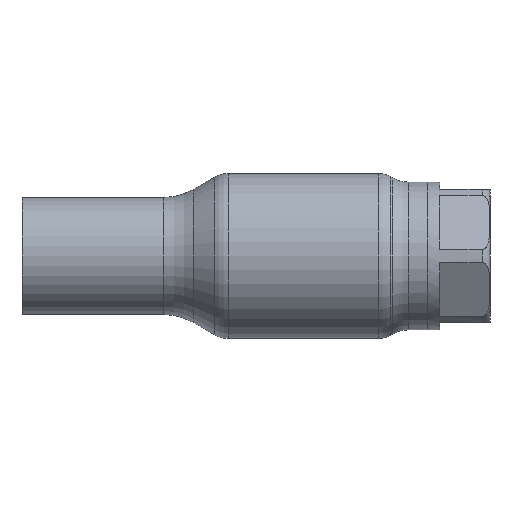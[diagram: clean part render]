
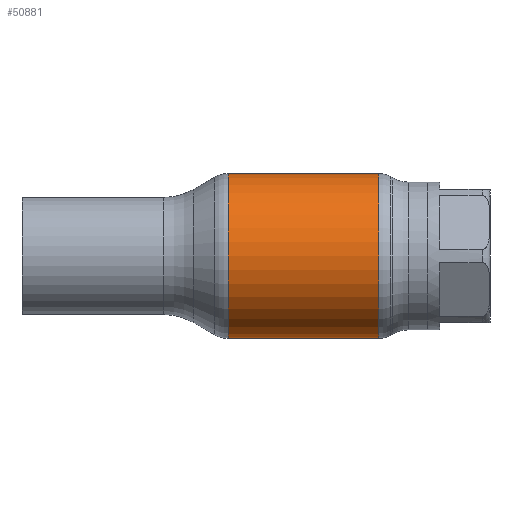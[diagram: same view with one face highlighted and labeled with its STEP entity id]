
A CAD part, front view. The second image highlights one B-rep face of the part: STEP entity #50881.
In plain terms, the highlighted cylindrical face has radius 42.5 mm (diameter 85 mm), a partial arc.
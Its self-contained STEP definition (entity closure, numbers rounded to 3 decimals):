
#4602 = ORIENTED_EDGE ( 'NONE', *, *, #19828, .F. ) ;
#4976 = VERTEX_POINT ( 'NONE', #88782 ) ;
#5136 = VERTEX_POINT ( 'NONE', #75809 ) ;
#5350 = FACE_OUTER_BOUND ( 'NONE', #23222, .T. ) ;
#5775 = EDGE_CURVE ( 'NONE', #4976, #29305, #46179, .T. ) ;
#7051 = CARTESIAN_POINT ( 'NONE',  ( 38.749, 0., 42.5 ) ) ;
#9276 = CARTESIAN_POINT ( 'NONE',  ( -62.69, 0., -42.5 ) ) ;
#16923 = VECTOR ( 'NONE', #38495, 1000. ) ;
#18034 = AXIS2_PLACEMENT_3D ( 'NONE', #70186, #56698, #48584 ) ;
#19828 = EDGE_CURVE ( 'NONE', #29305, #5136, #59353, .T. ) ;
#20730 = DIRECTION ( 'NONE',  ( 0., 0., 1. ) ) ;
#23222 = EDGE_LOOP ( 'NONE', ( #61137, #45068, #41409, #4602 ) ) ;
#27683 = VERTEX_POINT ( 'NONE', #7051 ) ;
#29305 = VERTEX_POINT ( 'NONE', #39928 ) ;
#38495 = DIRECTION ( 'NONE',  ( -1., 0., 0. ) ) ;
#39928 = CARTESIAN_POINT ( 'NONE',  ( -38.749, 0., -42.5 ) ) ;
#40374 = CARTESIAN_POINT ( 'NONE',  ( -62.69, 0., 0. ) ) ;
#40852 = CYLINDRICAL_SURFACE ( 'NONE', #70824, 42.5 ) ;
#41409 = ORIENTED_EDGE ( 'NONE', *, *, #61209, .T. ) ;
#45068 = ORIENTED_EDGE ( 'NONE', *, *, #74403, .T. ) ;
#46179 = LINE ( 'NONE', #9276, #16923 ) ;
#47948 = CIRCLE ( 'NONE', #70898, 42.5 ) ;
#48584 = DIRECTION ( 'NONE',  ( 0., 0., 1. ) ) ;
#50881 = ADVANCED_FACE ( 'NONE', ( #5350 ), #40852, .T. ) ;
#56698 = DIRECTION ( 'NONE',  ( -1., 0., 0. ) ) ;
#57872 = LINE ( 'NONE', #79506, #60278 ) ;
#58591 = DIRECTION ( 'NONE',  ( -1., 0., 0. ) ) ;
#59353 = CIRCLE ( 'NONE', #18034, 42.5 ) ;
#60278 = VECTOR ( 'NONE', #85770, 1000. ) ;
#61137 = ORIENTED_EDGE ( 'NONE', *, *, #5775, .F. ) ;
#61209 = EDGE_CURVE ( 'NONE', #27683, #5136, #57872, .T. ) ;
#64886 = CARTESIAN_POINT ( 'NONE',  ( 38.749, 0., 0. ) ) ;
#69192 = DIRECTION ( 'NONE',  ( 0., 0., 1. ) ) ;
#69663 = DIRECTION ( 'NONE',  ( -1., 0., 0. ) ) ;
#70186 = CARTESIAN_POINT ( 'NONE',  ( -38.749, 0., 0. ) ) ;
#70824 = AXIS2_PLACEMENT_3D ( 'NONE', #40374, #69663, #69192 ) ;
#70898 = AXIS2_PLACEMENT_3D ( 'NONE', #64886, #58591, #20730 ) ;
#74403 = EDGE_CURVE ( 'NONE', #4976, #27683, #47948, .T. ) ;
#75809 = CARTESIAN_POINT ( 'NONE',  ( -38.749, 0., 42.5 ) ) ;
#79506 = CARTESIAN_POINT ( 'NONE',  ( -62.69, 0., 42.5 ) ) ;
#85770 = DIRECTION ( 'NONE',  ( -1., 0., 0. ) ) ;
#88782 = CARTESIAN_POINT ( 'NONE',  ( 38.749, 0., -42.5 ) ) ;
